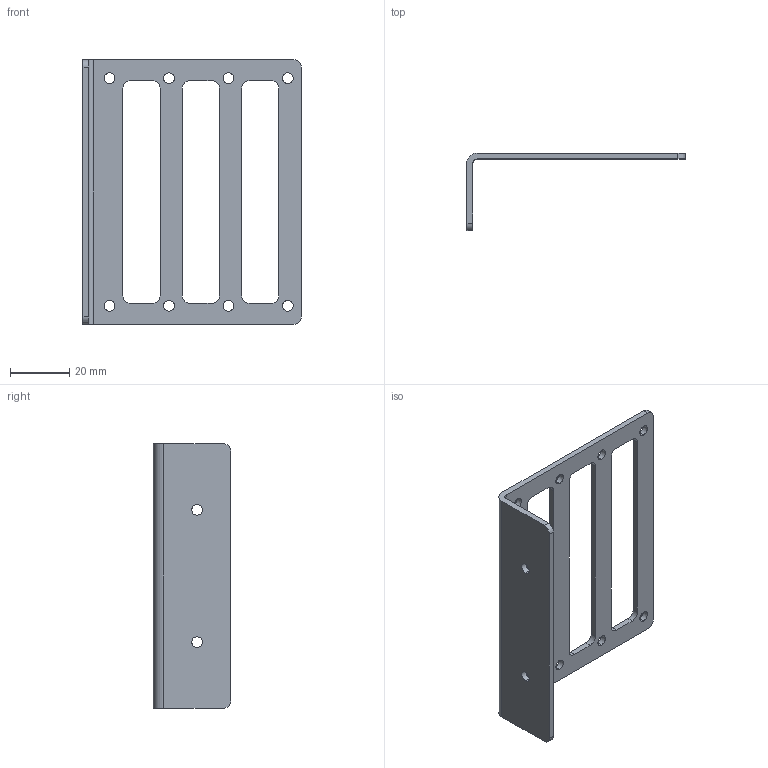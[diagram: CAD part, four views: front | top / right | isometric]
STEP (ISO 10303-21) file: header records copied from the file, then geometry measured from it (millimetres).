
FILE_DESCRIPTION (( 'STEP AP214' ), '1' );
FILE_NAME ('v13 Drive Cage Upper.STEP', '2021-07-18T17:14:12', ( '' ), ( '' ), 'SwSTEP 2.0', 'SolidWorks 2021', '' );
FILE_SCHEMA (( 'AUTOMOTIVE_DESIGN' ));
Length unit declared in the file: centimetre
Products named in the file (1): v13 Drive Cage Upper
Bounding box: 73.5 x 26.1 x 89 mm (x, y, z)
Volume: 11374.7 mm3; surface area: 13358.7 mm2
Topology: 1 solids, 1 shells, 58 faces, 168 edges, 112 vertices
Faces by surface type: cylinder 38, plane 20
Entity records: 2034 total; most frequent: DIRECTION 362, CARTESIAN_POINT 339, ORIENTED_EDGE 336, EDGE_CURVE 168, AXIS2_PLACEMENT_3D 135, VERTEX_POINT 112, LINE 92, VECTOR 92
